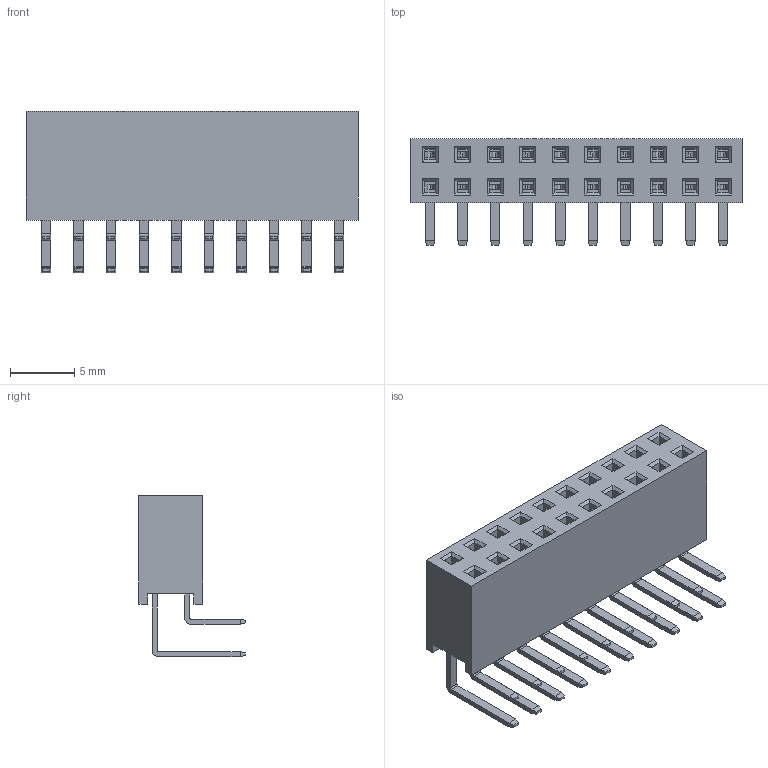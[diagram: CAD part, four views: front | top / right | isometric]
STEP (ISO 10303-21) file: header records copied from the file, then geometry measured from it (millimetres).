
FILE_DESCRIPTION(/* description */ ('Unknown'),/* implementation_level */ '2;1');
FILE_NAME(/* name */ '613020243121',/* time_stamp */ '2016-01-05T14:39:28+01:00',/* author */ ('Unknown'),/* organization */ ('Unknown'),/* preprocessor_version */ 'ST-DEVELOPER v16',/* originating_system */ 'DEX',/* authorisation */ $);
FILE_SCHEMA (('AUTOMOTIVE_DESIGN {1 0 10303 214 3 1 1}'));
Length unit declared in the file: millimetre
Products named in the file (4): 6130xx243121; 613020243121; 6130xx243121_PIN; 6130xx243121_PIN_G
Assembly tree (21 placements, depth 2):
  6130xx243121
    613020243121
    6130xx243121_PIN  x10
    6130xx243121_PIN_G  x10
Bounding box: 25.9 x 8.3 x 12.6 mm (x, y, z)
Volume: 969.5 mm3; surface area: 2518.2 mm2
Topology: 21 solids, 21 shells, 950 faces, 2564 edges, 1656 vertices
Faces by surface type: plane 830, cylinder 80, bspline 40
Entity records: 12408 total; most frequent: CARTESIAN_POINT 2252, ORIENTED_EDGE 2140, DIRECTION 1898, EDGE_CURVE 1070, LINE 1046, VECTOR 1046, VERTEX_POINT 684, EDGE_LOOP 432
